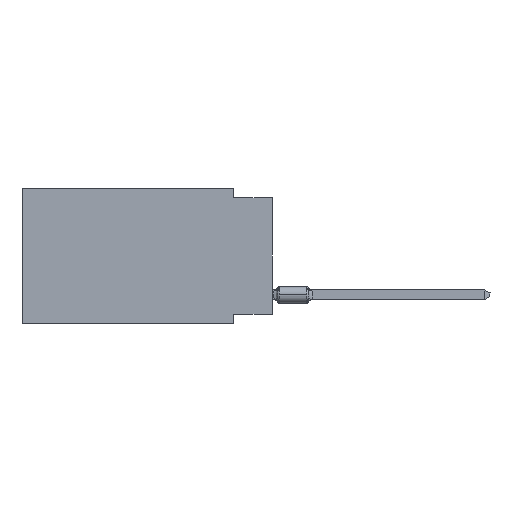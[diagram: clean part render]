
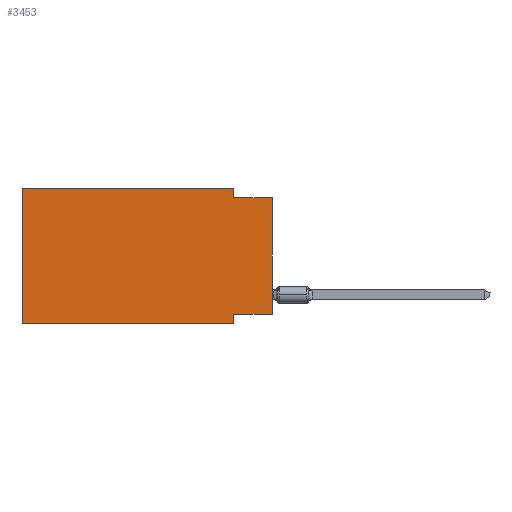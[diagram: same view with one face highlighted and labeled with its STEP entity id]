
A CAD part, left-side view. The second image highlights one B-rep face of the part: STEP entity #3453.
In plain terms, the highlighted planar face has unit normal (-1, 0, 0).
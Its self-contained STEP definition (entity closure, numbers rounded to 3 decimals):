
#1168 = VERTEX_POINT ( 'NONE', #26119 ) ;
#1247 = CARTESIAN_POINT ( 'NONE',  ( 0., 16.383, -8.89 ) ) ;
#1475 = VECTOR ( 'NONE', #48676, 1000. ) ;
#1543 = EDGE_CURVE ( 'NONE', #32751, #39736, #13320, .T. ) ;
#1853 = LINE ( 'NONE', #15971, #27387 ) ;
#1980 = EDGE_CURVE ( 'NONE', #39736, #53990, #24487, .T. ) ;
#3236 = ORIENTED_EDGE ( 'NONE', *, *, #3788, .T. ) ;
#3453 = ADVANCED_FACE ( 'NONE', ( #41513 ), #11371, .F. ) ;
#3788 = EDGE_CURVE ( 'NONE', #53139, #53990, #11436, .T. ) ;
#4048 = CARTESIAN_POINT ( 'NONE',  ( 0., 0., -8.255 ) ) ;
#5392 = ORIENTED_EDGE ( 'NONE', *, *, #40562, .F. ) ;
#6915 = CARTESIAN_POINT ( 'NONE',  ( 0., 2.54, -8.89 ) ) ;
#7217 = DIRECTION ( 'NONE',  ( 0., -1., 0. ) ) ;
#10157 = VECTOR ( 'NONE', #7217, 1000. ) ;
#10261 = DIRECTION ( 'NONE',  ( 0., 0., 1. ) ) ;
#11371 = PLANE ( 'NONE',  #59202 ) ;
#11436 = LINE ( 'NONE', #46477, #17441 ) ;
#12139 = LINE ( 'NONE', #42274, #10157 ) ;
#12387 = LINE ( 'NONE', #16674, #46110 ) ;
#12816 = CARTESIAN_POINT ( 'NONE',  ( 0., 2.54, -8.255 ) ) ;
#13320 = LINE ( 'NONE', #53908, #1475 ) ;
#15971 = CARTESIAN_POINT ( 'NONE',  ( 0., 0., -0.635 ) ) ;
#16316 = CARTESIAN_POINT ( 'NONE',  ( 0., 2.54, 0. ) ) ;
#16642 = CARTESIAN_POINT ( 'NONE',  ( 0., 16.383, 0. ) ) ;
#16674 = CARTESIAN_POINT ( 'NONE',  ( 0., 0., 0. ) ) ;
#16720 = ORIENTED_EDGE ( 'NONE', *, *, #27116, .F. ) ;
#17441 = VECTOR ( 'NONE', #57297, 1000. ) ;
#21544 = DIRECTION ( 'NONE',  ( 1., 0., 0. ) ) ;
#22007 = ORIENTED_EDGE ( 'NONE', *, *, #54765, .F. ) ;
#22216 = EDGE_CURVE ( 'NONE', #53139, #1168, #39752, .T. ) ;
#22710 = EDGE_CURVE ( 'NONE', #32751, #42393, #12387, .T. ) ;
#24487 = LINE ( 'NONE', #48744, #39186 ) ;
#26119 = CARTESIAN_POINT ( 'NONE',  ( 0., 16.383, 0. ) ) ;
#26151 = ORIENTED_EDGE ( 'NONE', *, *, #1543, .F. ) ;
#26232 = CARTESIAN_POINT ( 'NONE',  ( 0., 0., -0.635 ) ) ;
#27116 = EDGE_CURVE ( 'NONE', #51899, #35123, #61169, .T. ) ;
#27273 = ORIENTED_EDGE ( 'NONE', *, *, #22216, .F. ) ;
#27387 = VECTOR ( 'NONE', #61156, 1000. ) ;
#29166 = ORIENTED_EDGE ( 'NONE', *, *, #1980, .F. ) ;
#30257 = CARTESIAN_POINT ( 'NONE',  ( 0., 16.383, 0. ) ) ;
#31640 = CARTESIAN_POINT ( 'NONE',  ( 0., 2.54, -0.635 ) ) ;
#32751 = VERTEX_POINT ( 'NONE', #4048 ) ;
#35123 = VERTEX_POINT ( 'NONE', #31640 ) ;
#36602 = DIRECTION ( 'NONE',  ( 0., 0., -1. ) ) ;
#39186 = VECTOR ( 'NONE', #43516, 1000. ) ;
#39736 = VERTEX_POINT ( 'NONE', #12816 ) ;
#39752 = LINE ( 'NONE', #30257, #45238 ) ;
#40562 = EDGE_CURVE ( 'NONE', #1168, #51899, #12139, .T. ) ;
#41513 = FACE_OUTER_BOUND ( 'NONE', #41850, .T. ) ;
#41850 = EDGE_LOOP ( 'NONE', ( #60597, #22007, #16720, #5392, #27273, #3236, #29166, #26151 ) ) ;
#42274 = CARTESIAN_POINT ( 'NONE',  ( 0., 16.383, 0. ) ) ;
#42393 = VERTEX_POINT ( 'NONE', #26232 ) ;
#43516 = DIRECTION ( 'NONE',  ( 0., 0., -1. ) ) ;
#45238 = VECTOR ( 'NONE', #10261, 1000. ) ;
#46110 = VECTOR ( 'NONE', #62507, 1000. ) ;
#46477 = CARTESIAN_POINT ( 'NONE',  ( 0., 16.383, -8.89 ) ) ;
#48676 = DIRECTION ( 'NONE',  ( 0., 1., 0. ) ) ;
#48744 = CARTESIAN_POINT ( 'NONE',  ( 0., 2.54, -8.89 ) ) ;
#51795 = VECTOR ( 'NONE', #61507, 1000. ) ;
#51899 = VERTEX_POINT ( 'NONE', #64161 ) ;
#53139 = VERTEX_POINT ( 'NONE', #1247 ) ;
#53908 = CARTESIAN_POINT ( 'NONE',  ( 0., 0., -8.255 ) ) ;
#53990 = VERTEX_POINT ( 'NONE', #6915 ) ;
#54765 = EDGE_CURVE ( 'NONE', #35123, #42393, #1853, .T. ) ;
#57297 = DIRECTION ( 'NONE',  ( 0., -1., 0. ) ) ;
#59202 = AXIS2_PLACEMENT_3D ( 'NONE', #16642, #21544, #36602 ) ;
#60597 = ORIENTED_EDGE ( 'NONE', *, *, #22710, .T. ) ;
#61156 = DIRECTION ( 'NONE',  ( 0., -1., 0. ) ) ;
#61169 = LINE ( 'NONE', #16316, #51795 ) ;
#61507 = DIRECTION ( 'NONE',  ( 0., 0., -1. ) ) ;
#62507 = DIRECTION ( 'NONE',  ( 0., 0., 1. ) ) ;
#64161 = CARTESIAN_POINT ( 'NONE',  ( 0., 2.54, 0. ) ) ;
